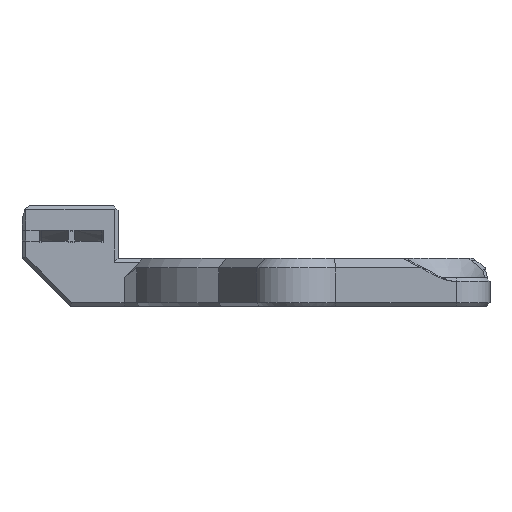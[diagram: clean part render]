
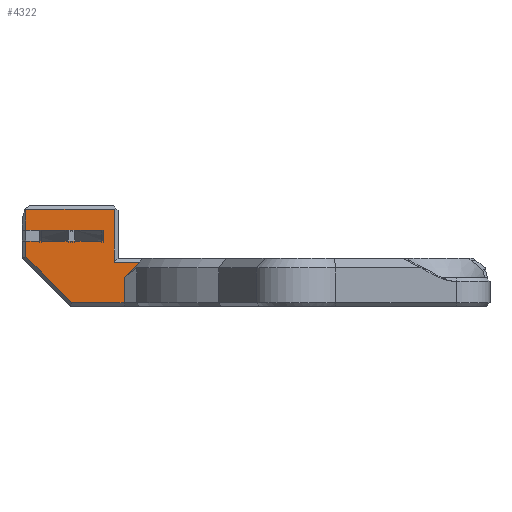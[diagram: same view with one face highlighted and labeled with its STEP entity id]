
A CAD part, left-side view. The second image highlights one B-rep face of the part: STEP entity #4322.
In plain terms, the highlighted planar face has unit normal (-1, 0, 0).
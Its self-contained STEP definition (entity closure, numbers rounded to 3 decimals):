
#254=(
BOUNDED_CURVE()
B_SPLINE_CURVE(2,(#7546,#7547,#7548,#7549,#7550),.UNSPECIFIED.,.F.,.F.)
B_SPLINE_CURVE_WITH_KNOTS((3,2,3),(0.338,0.459,
0.538),.UNSPECIFIED.)
CURVE()
GEOMETRIC_REPRESENTATION_ITEM()
RATIONAL_B_SPLINE_CURVE((1.02,1.023,1.025,
1.025,1.025))
REPRESENTATION_ITEM('')
);
#338=LINE('',#6865,#727);
#368=LINE('',#6931,#757);
#371=LINE('',#6956,#760);
#501=LINE('',#7371,#890);
#507=LINE('',#7441,#896);
#508=LINE('',#7444,#897);
#513=LINE('',#7452,#902);
#516=LINE('',#7507,#905);
#518=LINE('',#7510,#907);
#519=LINE('',#7513,#908);
#520=LINE('',#7515,#909);
#521=LINE('',#7517,#910);
#522=LINE('',#7519,#911);
#523=LINE('',#7521,#912);
#524=LINE('',#7523,#913);
#525=LINE('',#7525,#914);
#526=LINE('',#7527,#915);
#527=LINE('',#7529,#916);
#528=LINE('',#7531,#917);
#529=LINE('',#7533,#918);
#530=LINE('',#7535,#919);
#531=LINE('',#7537,#920);
#532=LINE('',#7539,#921);
#533=LINE('',#7540,#922);
#727=VECTOR('',#5008,10.);
#757=VECTOR('',#5050,10.);
#760=VECTOR('',#5057,10.);
#890=VECTOR('',#5445,10.);
#896=VECTOR('',#5457,10.);
#897=VECTOR('',#5460,10.);
#902=VECTOR('',#5469,10.);
#905=VECTOR('',#5484,10.);
#907=VECTOR('',#5486,10.);
#908=VECTOR('',#5489,10.);
#909=VECTOR('',#5490,10.);
#910=VECTOR('',#5491,10.);
#911=VECTOR('',#5492,10.);
#912=VECTOR('',#5493,10.);
#913=VECTOR('',#5494,10.);
#914=VECTOR('',#5495,10.);
#915=VECTOR('',#5496,10.);
#916=VECTOR('',#5497,10.);
#917=VECTOR('',#5498,10.);
#918=VECTOR('',#5499,10.);
#919=VECTOR('',#5500,10.);
#920=VECTOR('',#5501,10.);
#921=VECTOR('',#5502,10.);
#922=VECTOR('',#5503,10.);
#1103=PLANE('',#4670);
#1293=FACE_OUTER_BOUND('',#1561,.T.);
#1561=EDGE_LOOP('',(#3613,#3614,#3615,#3616,#3617,#3618,#3619,#3620,#3621,
#3622,#3623,#3624,#3625,#3626,#3627,#3628,#3629,#3630,#3631,#3632,#3633,
#3634,#3635,#3636,#3637,#3638));
#1768=B_SPLINE_CURVE_WITH_KNOTS('',3,(#7542,#7543,#7544,#7545),
 .UNSPECIFIED.,.F.,.F.,(4,4),(-0.184,0.08),
 .UNSPECIFIED.);
#1962=VERTEX_POINT('',#6862);
#1963=VERTEX_POINT('',#6864);
#1986=VERTEX_POINT('',#6929);
#1989=VERTEX_POINT('',#6955);
#2120=VERTEX_POINT('',#7369);
#2124=VERTEX_POINT('',#7434);
#2127=VERTEX_POINT('',#7439);
#2128=VERTEX_POINT('',#7443);
#2129=VERTEX_POINT('',#7451);
#2134=VERTEX_POINT('',#7506);
#2135=VERTEX_POINT('',#7508);
#2136=VERTEX_POINT('',#7512);
#2137=VERTEX_POINT('',#7514);
#2138=VERTEX_POINT('',#7516);
#2139=VERTEX_POINT('',#7518);
#2140=VERTEX_POINT('',#7520);
#2141=VERTEX_POINT('',#7522);
#2142=VERTEX_POINT('',#7524);
#2143=VERTEX_POINT('',#7526);
#2144=VERTEX_POINT('',#7528);
#2145=VERTEX_POINT('',#7530);
#2146=VERTEX_POINT('',#7532);
#2147=VERTEX_POINT('',#7534);
#2148=VERTEX_POINT('',#7536);
#2149=VERTEX_POINT('',#7538);
#2150=VERTEX_POINT('',#7541);
#2402=EDGE_CURVE('',#1962,#1963,#338,.T.);
#2433=EDGE_CURVE('',#1986,#1962,#368,.T.);
#2437=EDGE_CURVE('',#1963,#1989,#371,.T.);
#2635=EDGE_CURVE('',#2120,#1986,#501,.T.);
#2646=EDGE_CURVE('',#2127,#2124,#507,.T.);
#2647=EDGE_CURVE('',#2128,#2127,#508,.T.);
#2652=EDGE_CURVE('',#2129,#2128,#513,.T.);
#2662=EDGE_CURVE('',#2134,#2124,#516,.T.);
#2664=EDGE_CURVE('',#2120,#2135,#518,.T.);
#2665=EDGE_CURVE('',#2135,#2136,#519,.T.);
#2666=EDGE_CURVE('',#2136,#2137,#520,.T.);
#2667=EDGE_CURVE('',#2137,#2138,#521,.T.);
#2668=EDGE_CURVE('',#2138,#2139,#522,.T.);
#2669=EDGE_CURVE('',#2139,#2140,#523,.T.);
#2670=EDGE_CURVE('',#2140,#2141,#524,.T.);
#2671=EDGE_CURVE('',#2141,#2142,#525,.T.);
#2672=EDGE_CURVE('',#2142,#2143,#526,.T.);
#2673=EDGE_CURVE('',#2143,#2144,#527,.T.);
#2674=EDGE_CURVE('',#2144,#2145,#528,.T.);
#2675=EDGE_CURVE('',#2145,#2146,#529,.T.);
#2676=EDGE_CURVE('',#2146,#2147,#530,.T.);
#2677=EDGE_CURVE('',#2147,#2148,#531,.T.);
#2678=EDGE_CURVE('',#2148,#2149,#532,.T.);
#2679=EDGE_CURVE('',#2149,#2134,#533,.T.);
#2680=EDGE_CURVE('',#2150,#2129,#1768,.T.);
#2681=EDGE_CURVE('',#2150,#1989,#254,.T.);
#3613=ORIENTED_EDGE('',*,*,#2402,.F.);
#3614=ORIENTED_EDGE('',*,*,#2433,.F.);
#3615=ORIENTED_EDGE('',*,*,#2635,.F.);
#3616=ORIENTED_EDGE('',*,*,#2664,.T.);
#3617=ORIENTED_EDGE('',*,*,#2665,.T.);
#3618=ORIENTED_EDGE('',*,*,#2666,.T.);
#3619=ORIENTED_EDGE('',*,*,#2667,.T.);
#3620=ORIENTED_EDGE('',*,*,#2668,.T.);
#3621=ORIENTED_EDGE('',*,*,#2669,.T.);
#3622=ORIENTED_EDGE('',*,*,#2670,.T.);
#3623=ORIENTED_EDGE('',*,*,#2671,.T.);
#3624=ORIENTED_EDGE('',*,*,#2672,.T.);
#3625=ORIENTED_EDGE('',*,*,#2673,.T.);
#3626=ORIENTED_EDGE('',*,*,#2674,.T.);
#3627=ORIENTED_EDGE('',*,*,#2675,.T.);
#3628=ORIENTED_EDGE('',*,*,#2676,.T.);
#3629=ORIENTED_EDGE('',*,*,#2677,.T.);
#3630=ORIENTED_EDGE('',*,*,#2678,.T.);
#3631=ORIENTED_EDGE('',*,*,#2679,.T.);
#3632=ORIENTED_EDGE('',*,*,#2662,.T.);
#3633=ORIENTED_EDGE('',*,*,#2646,.F.);
#3634=ORIENTED_EDGE('',*,*,#2647,.F.);
#3635=ORIENTED_EDGE('',*,*,#2652,.F.);
#3636=ORIENTED_EDGE('',*,*,#2680,.F.);
#3637=ORIENTED_EDGE('',*,*,#2681,.T.);
#3638=ORIENTED_EDGE('',*,*,#2437,.F.);
#4322=ADVANCED_FACE('',(#1293),#1103,.T.);
#4670=AXIS2_PLACEMENT_3D('',#7511,#5487,#5488);
#5008=DIRECTION('',(0.,0.,-1.));
#5050=DIRECTION('',(0.,-1.,0.));
#5057=DIRECTION('',(0.,-1.,0.));
#5445=DIRECTION('',(0.,0.,1.));
#5457=DIRECTION('',(0.,0.,1.));
#5460=DIRECTION('',(0.,0.707,0.707));
#5469=DIRECTION('',(0.,1.,0.));
#5484=DIRECTION('',(0.,1.,0.));
#5486=DIRECTION('',(0.,-1.,0.));
#5487=DIRECTION('center_axis',(-1.,0.,0.));
#5488=DIRECTION('ref_axis',(0.,1.,0.));
#5489=DIRECTION('',(0.,-1.,0.));
#5490=DIRECTION('',(0.,-1.,0.));
#5491=DIRECTION('',(0.,-1.,0.));
#5492=DIRECTION('',(0.,-1.,0.));
#5493=DIRECTION('',(0.,-1.,0.));
#5494=DIRECTION('',(0.,-1.,0.));
#5495=DIRECTION('',(0.,-1.,0.));
#5496=DIRECTION('',(0.,0.,-1.));
#5497=DIRECTION('',(0.,1.,0.));
#5498=DIRECTION('',(0.,1.,0.));
#5499=DIRECTION('',(0.,1.,0.));
#5500=DIRECTION('',(0.,1.,0.));
#5501=DIRECTION('',(0.,1.,0.));
#5502=DIRECTION('',(0.,1.,0.));
#5503=DIRECTION('',(0.,1.,0.));
#6862=CARTESIAN_POINT('',(952.16,-950.716,5.084));
#6864=CARTESIAN_POINT('',(952.16,-950.716,-0.4));
#6865=CARTESIAN_POINT('',(952.16,-950.716,-1.178));
#6929=CARTESIAN_POINT('',(952.16,-941.516,5.084));
#6931=CARTESIAN_POINT('',(952.16,-947.192,5.084));
#6955=CARTESIAN_POINT('',(952.16,-953.364,-0.4));
#6956=CARTESIAN_POINT('',(952.16,-961.671,-0.4));
#7369=CARTESIAN_POINT('',(952.16,-941.516,2.902));
#7371=CARTESIAN_POINT('',(952.16,-941.516,-0.818));
#7434=CARTESIAN_POINT('',(952.16,-941.516,1.802));
#7439=CARTESIAN_POINT('',(952.16,-941.516,0.166));
#7441=CARTESIAN_POINT('',(952.16,-941.516,-0.818));
#7443=CARTESIAN_POINT('',(952.16,-946.282,-4.6));
#7444=CARTESIAN_POINT('',(952.16,-946.212,-4.53));
#7451=CARTESIAN_POINT('',(952.16,-951.738,-4.6));
#7452=CARTESIAN_POINT('',(952.16,-959.996,-4.6));
#7506=CARTESIAN_POINT('',(952.16,-942.916,1.802));
#7507=CARTESIAN_POINT('',(952.16,-941.616,1.802));
#7508=CARTESIAN_POINT('',(952.16,-942.916,2.902));
#7510=CARTESIAN_POINT('',(952.16,-941.616,2.902));
#7511=CARTESIAN_POINT('Origin',(952.16,-952.767,-2.6));
#7512=CARTESIAN_POINT('',(952.16,-943.116,2.902));
#7513=CARTESIAN_POINT('',(952.16,-941.616,2.902));
#7514=CARTESIAN_POINT('',(952.16,-945.916,2.902));
#7515=CARTESIAN_POINT('',(952.16,-941.616,2.902));
#7516=CARTESIAN_POINT('',(952.16,-946.116,2.902));
#7517=CARTESIAN_POINT('',(952.16,-941.616,2.902));
#7518=CARTESIAN_POINT('',(952.16,-946.416,2.902));
#7519=CARTESIAN_POINT('',(952.16,-941.616,2.902));
#7520=CARTESIAN_POINT('',(952.16,-946.616,2.902));
#7521=CARTESIAN_POINT('',(952.16,-941.616,2.902));
#7522=CARTESIAN_POINT('',(952.16,-949.416,2.902));
#7523=CARTESIAN_POINT('',(952.16,-941.616,2.902));
#7524=CARTESIAN_POINT('',(952.16,-949.616,2.902));
#7525=CARTESIAN_POINT('',(952.16,-941.616,2.902));
#7526=CARTESIAN_POINT('',(952.16,-949.616,1.802));
#7527=CARTESIAN_POINT('',(952.16,-949.616,1.627));
#7528=CARTESIAN_POINT('',(952.16,-949.416,1.802));
#7529=CARTESIAN_POINT('',(952.16,-941.616,1.802));
#7530=CARTESIAN_POINT('',(952.16,-946.616,1.802));
#7531=CARTESIAN_POINT('',(952.16,-941.616,1.802));
#7532=CARTESIAN_POINT('',(952.16,-946.416,1.802));
#7533=CARTESIAN_POINT('',(952.16,-941.616,1.802));
#7534=CARTESIAN_POINT('',(952.16,-946.116,1.802));
#7535=CARTESIAN_POINT('',(952.16,-941.616,1.802));
#7536=CARTESIAN_POINT('',(952.16,-945.916,1.802));
#7537=CARTESIAN_POINT('',(952.16,-941.616,1.802));
#7538=CARTESIAN_POINT('',(952.16,-943.116,1.802));
#7539=CARTESIAN_POINT('',(952.16,-941.616,1.802));
#7540=CARTESIAN_POINT('',(952.16,-941.616,1.802));
#7541=CARTESIAN_POINT('',(952.16,-951.738,-1.963));
#7542=CARTESIAN_POINT('Ctrl Pts',(952.16,-951.738,-1.963));
#7543=CARTESIAN_POINT('Ctrl Pts',(952.16,-951.738,-2.842));
#7544=CARTESIAN_POINT('Ctrl Pts',(952.16,-951.738,-3.721));
#7545=CARTESIAN_POINT('Ctrl Pts',(952.16,-951.738,-4.6));
#7546=CARTESIAN_POINT('Ctrl Pts',(952.16,-951.738,-1.963));
#7547=CARTESIAN_POINT('Ctrl Pts',(952.16,-952.251,-1.468));
#7548=CARTESIAN_POINT('Ctrl Pts',(952.16,-952.738,-1.));
#7549=CARTESIAN_POINT('Ctrl Pts',(952.16,-953.056,-0.694));
#7550=CARTESIAN_POINT('Ctrl Pts',(952.16,-953.364,-0.4));
